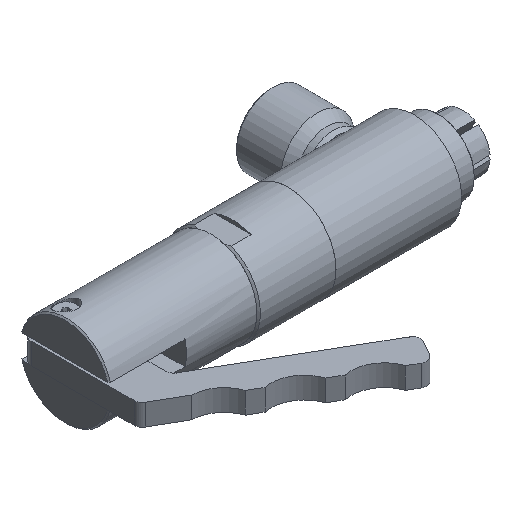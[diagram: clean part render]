
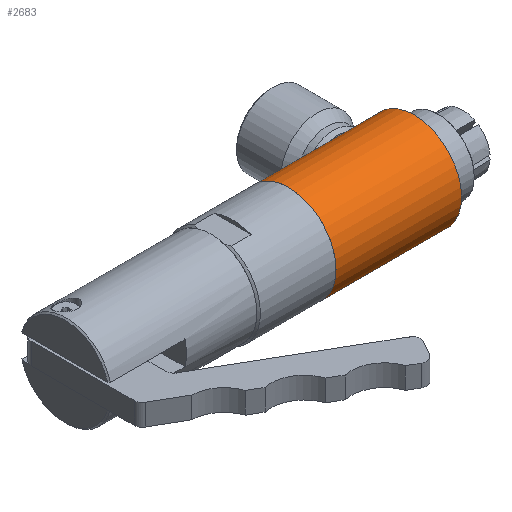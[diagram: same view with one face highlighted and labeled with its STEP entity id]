
A CAD part, isometric view. The second image highlights one B-rep face of the part: STEP entity #2683.
In plain terms, the highlighted cylindrical face has radius 18.098 mm (diameter 36.195 mm), a full revolution.
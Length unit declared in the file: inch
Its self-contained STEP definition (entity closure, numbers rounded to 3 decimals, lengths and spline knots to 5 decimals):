
#40=B_SPLINE_CURVE_WITH_KNOTS('',3,(#4599,#4600,#4601,#4602,#4603,#4604,
#4605,#4606,#4607,#4608,#4609,#4610,#4611,#4612),.UNSPECIFIED.,.F.,.F.,
(4,2,2,2,2,2,4),(4.68622,4.86117,5.08117,5.30117,
5.52117,5.74117,5.91612),.UNSPECIFIED.);
#41=B_SPLINE_CURVE_WITH_KNOTS('',3,(#4616,#4617,#4618,#4619,#4620,#4621,
#4622,#4623,#4624,#4625,#4626,#4627,#4628,#4629),.UNSPECIFIED.,.F.,.F.,
(4,2,2,2,2,2,4),(1.15211,1.32706,1.54706,1.76706,
1.98706,2.20705,2.38201),.UNSPECIFIED.);
#42=B_SPLINE_CURVE_WITH_KNOTS('',3,(#4633,#4634,#4635,#4636,#4637,#4638),
 .UNSPECIFIED.,.F.,.F.,(4,2,4),(0.46122,0.83041,1.05402),
 .UNSPECIFIED.);
#43=B_SPLINE_CURVE_WITH_KNOTS('',3,(#4641,#4642,#4643,#4644,#4645,#4646),
 .UNSPECIFIED.,.F.,.F.,(4,2,4),(5.74796,5.97157,6.34076),
 .UNSPECIFIED.);
#44=B_SPLINE_CURVE_WITH_KNOTS('',3,(#4649,#4650,#4651,#4652,#4653,#4654),
 .UNSPECIFIED.,.F.,.F.,(4,2,4),(2.34697,2.57058,2.93977),
 .UNSPECIFIED.);
#45=B_SPLINE_CURVE_WITH_KNOTS('',3,(#4656,#4657,#4658,#4659,#4660,#4661),
 .UNSPECIFIED.,.F.,.F.,(4,2,4),(3.86221,4.2314,4.45501),
 .UNSPECIFIED.);
#310=LINE('',#4664,#495);
#311=LINE('',#4666,#496);
#495=VECTOR('',#3587,0.37083);
#496=VECTOR('',#3590,0.37083);
#633=FACE_BOUND('',#991,.T.);
#634=FACE_BOUND('',#992,.T.);
#795=FACE_OUTER_BOUND('',#990,.T.);
#990=EDGE_LOOP('',(#2479));
#991=EDGE_LOOP('',(#2480,#2481,#2482,#2483,#2484,#2485,#2486,#2487));
#992=EDGE_LOOP('',(#2488));
#1115=CIRCLE('',#2960,0.7125);
#1116=CIRCLE('',#2962,0.7125);
#1340=VERTEX_POINT('',#4597);
#1341=VERTEX_POINT('',#4598);
#1342=VERTEX_POINT('',#4613);
#1343=VERTEX_POINT('',#4615);
#1344=VERTEX_POINT('',#4632);
#1345=VERTEX_POINT('',#4639);
#1346=VERTEX_POINT('',#4648);
#1347=VERTEX_POINT('',#4655);
#1375=VERTEX_POINT('',#4761);
#1376=VERTEX_POINT('',#4764);
#1700=EDGE_CURVE('',#1340,#1341,#40,.T.);
#1702=EDGE_CURVE('',#1343,#1342,#41,.T.);
#1704=EDGE_CURVE('',#1344,#1340,#42,.T.);
#1706=EDGE_CURVE('',#1342,#1345,#43,.T.);
#1707=EDGE_CURVE('',#1341,#1346,#44,.T.);
#1708=EDGE_CURVE('',#1347,#1343,#45,.T.);
#1710=EDGE_CURVE('',#1345,#1344,#310,.T.);
#1711=EDGE_CURVE('',#1346,#1347,#311,.T.);
#1748=EDGE_CURVE('',#1375,#1375,#1115,.T.);
#1749=EDGE_CURVE('',#1376,#1376,#1116,.T.);
#2479=ORIENTED_EDGE('',*,*,#1749,.F.);
#2480=ORIENTED_EDGE('',*,*,#1710,.T.);
#2481=ORIENTED_EDGE('',*,*,#1704,.T.);
#2482=ORIENTED_EDGE('',*,*,#1700,.T.);
#2483=ORIENTED_EDGE('',*,*,#1707,.T.);
#2484=ORIENTED_EDGE('',*,*,#1711,.T.);
#2485=ORIENTED_EDGE('',*,*,#1708,.T.);
#2486=ORIENTED_EDGE('',*,*,#1702,.T.);
#2487=ORIENTED_EDGE('',*,*,#1706,.T.);
#2488=ORIENTED_EDGE('',*,*,#1748,.T.);
#2527=CYLINDRICAL_SURFACE('',#2961,0.7125);
#2683=ADVANCED_FACE('',(#795,#633,#634),#2527,.T.);
#2960=AXIS2_PLACEMENT_3D('',#4762,#3687,#3688);
#2961=AXIS2_PLACEMENT_3D('',#4763,#3689,#3690);
#2962=AXIS2_PLACEMENT_3D('',#4765,#3691,#3692);
#3587=DIRECTION('',(1.,0.,0.));
#3590=DIRECTION('',(-1.,0.,0.));
#3687=DIRECTION('center_axis',(1.,0.,0.));
#3688=DIRECTION('ref_axis',(0.,1.,0.));
#3689=DIRECTION('center_axis',(1.,0.,0.));
#3690=DIRECTION('ref_axis',(0.,1.,0.));
#3691=DIRECTION('center_axis',(1.,0.,0.));
#3692=DIRECTION('ref_axis',(0.,1.,0.));
#4597=CARTESIAN_POINT('',(5.08584,0.6725,-0.23537));
#4598=CARTESIAN_POINT('',(5.08584,0.6725,0.23537));
#4599=CARTESIAN_POINT('Ctrl Pts',(5.08584,0.6725,-0.23537));
#4600=CARTESIAN_POINT('Ctrl Pts',(5.09806,0.67939,-0.21569));
#4601=CARTESIAN_POINT('Ctrl Pts',(5.10892,0.68573,-0.19477));
#4602=CARTESIAN_POINT('Ctrl Pts',(5.1296,0.69803,-0.14563));
#4603=CARTESIAN_POINT('Ctrl Pts',(5.13845,0.70347,-0.11685));
#4604=CARTESIAN_POINT('Ctrl Pts',(5.15015,0.71071,-0.05847));
#4605=CARTESIAN_POINT('Ctrl Pts',(5.153,0.7125,-0.02887));
#4606=CARTESIAN_POINT('Ctrl Pts',(5.153,0.7125,0.02887));
#4607=CARTESIAN_POINT('Ctrl Pts',(5.15015,0.71071,0.05847));
#4608=CARTESIAN_POINT('Ctrl Pts',(5.13845,0.70347,0.11685));
#4609=CARTESIAN_POINT('Ctrl Pts',(5.1296,0.69803,0.14563));
#4610=CARTESIAN_POINT('Ctrl Pts',(5.10892,0.68573,0.19477));
#4611=CARTESIAN_POINT('Ctrl Pts',(5.09806,0.67939,0.21569));
#4612=CARTESIAN_POINT('Ctrl Pts',(5.08584,0.6725,0.23537));
#4613=CARTESIAN_POINT('',(4.32816,0.6725,-0.23537));
#4615=CARTESIAN_POINT('',(4.32816,0.6725,0.23537));
#4616=CARTESIAN_POINT('Ctrl Pts',(4.32816,0.6725,0.23537));
#4617=CARTESIAN_POINT('Ctrl Pts',(4.31594,0.67939,0.21569));
#4618=CARTESIAN_POINT('Ctrl Pts',(4.30508,0.68573,0.19477));
#4619=CARTESIAN_POINT('Ctrl Pts',(4.2844,0.69803,0.14563));
#4620=CARTESIAN_POINT('Ctrl Pts',(4.27555,0.70347,0.11685));
#4621=CARTESIAN_POINT('Ctrl Pts',(4.26385,0.71071,0.05847));
#4622=CARTESIAN_POINT('Ctrl Pts',(4.261,0.7125,0.02887));
#4623=CARTESIAN_POINT('Ctrl Pts',(4.261,0.7125,-0.02887));
#4624=CARTESIAN_POINT('Ctrl Pts',(4.26385,0.71071,-0.05847));
#4625=CARTESIAN_POINT('Ctrl Pts',(4.27555,0.70347,-0.11685));
#4626=CARTESIAN_POINT('Ctrl Pts',(4.2844,0.69803,-0.14563));
#4627=CARTESIAN_POINT('Ctrl Pts',(4.30508,0.68573,-0.19477));
#4628=CARTESIAN_POINT('Ctrl Pts',(4.31594,0.67939,-0.21569));
#4629=CARTESIAN_POINT('Ctrl Pts',(4.32816,0.6725,-0.23537));
#4632=CARTESIAN_POINT('',(4.89241,0.6125,-0.36401));
#4633=CARTESIAN_POINT('Ctrl Pts',(4.89241,0.6125,-0.36401));
#4634=CARTESIAN_POINT('Ctrl Pts',(4.94021,0.62271,-0.34682));
#4635=CARTESIAN_POINT('Ctrl Pts',(4.98459,0.63598,-0.32271));
#4636=CARTESIAN_POINT('Ctrl Pts',(5.04447,0.65651,-0.27748));
#4637=CARTESIAN_POINT('Ctrl Pts',(5.06626,0.66471,-0.25764));
#4638=CARTESIAN_POINT('Ctrl Pts',(5.08584,0.6725,-0.23537));
#4639=CARTESIAN_POINT('',(4.52159,0.6125,-0.36401));
#4641=CARTESIAN_POINT('Ctrl Pts',(4.32816,0.6725,-0.23537));
#4642=CARTESIAN_POINT('Ctrl Pts',(4.34774,0.66471,-0.25764));
#4643=CARTESIAN_POINT('Ctrl Pts',(4.36953,0.65651,-0.27748));
#4644=CARTESIAN_POINT('Ctrl Pts',(4.42941,0.63598,-0.32271));
#4645=CARTESIAN_POINT('Ctrl Pts',(4.47379,0.62271,-0.34682));
#4646=CARTESIAN_POINT('Ctrl Pts',(4.52159,0.6125,-0.36401));
#4648=CARTESIAN_POINT('',(4.89241,0.6125,0.36401));
#4649=CARTESIAN_POINT('Ctrl Pts',(5.08584,0.6725,0.23537));
#4650=CARTESIAN_POINT('Ctrl Pts',(5.06626,0.66471,0.25764));
#4651=CARTESIAN_POINT('Ctrl Pts',(5.04447,0.65651,0.27748));
#4652=CARTESIAN_POINT('Ctrl Pts',(4.98459,0.63598,0.32271));
#4653=CARTESIAN_POINT('Ctrl Pts',(4.94021,0.62271,0.34682));
#4654=CARTESIAN_POINT('Ctrl Pts',(4.89241,0.6125,0.36401));
#4655=CARTESIAN_POINT('',(4.52159,0.6125,0.36401));
#4656=CARTESIAN_POINT('Ctrl Pts',(4.52159,0.6125,0.36401));
#4657=CARTESIAN_POINT('Ctrl Pts',(4.47379,0.62271,0.34682));
#4658=CARTESIAN_POINT('Ctrl Pts',(4.42941,0.63598,0.32271));
#4659=CARTESIAN_POINT('Ctrl Pts',(4.36953,0.65651,0.27748));
#4660=CARTESIAN_POINT('Ctrl Pts',(4.34774,0.66471,0.25764));
#4661=CARTESIAN_POINT('Ctrl Pts',(4.32816,0.6725,0.23537));
#4664=CARTESIAN_POINT('',(4.29879,0.6125,-0.36401));
#4666=CARTESIAN_POINT('',(4.29879,0.6125,0.36401));
#4761=CARTESIAN_POINT('',(3.357,0.7125,0.));
#4762=CARTESIAN_POINT('Origin',(3.357,0.,0.));
#4763=CARTESIAN_POINT('Origin',(4.29879,0.,0.));
#4764=CARTESIAN_POINT('',(5.24058,0.7125,0.));
#4765=CARTESIAN_POINT('Origin',(5.24058,0.,0.));
